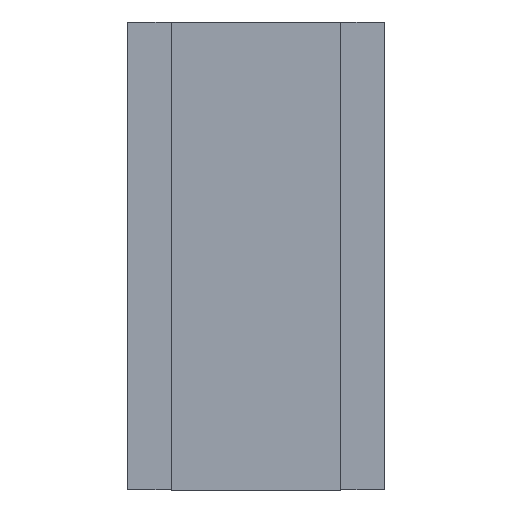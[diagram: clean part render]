
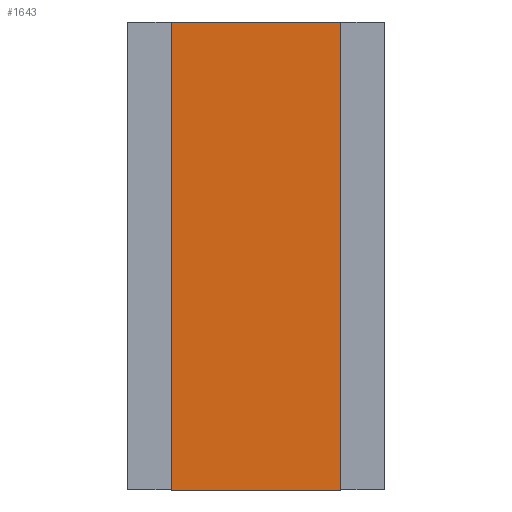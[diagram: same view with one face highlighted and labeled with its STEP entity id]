
A CAD part, front view. The second image highlights one B-rep face of the part: STEP entity #1643.
In plain terms, the highlighted planar face has unit normal (0, -1, 0).
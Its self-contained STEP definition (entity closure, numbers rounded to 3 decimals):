
#1500=CARTESIAN_POINT('',(-0.522,-0.345,-3.201));
#1501=VERTEX_POINT('',#1500);
#1532=CARTESIAN_POINT('',(-0.522,-0.345,-3.202));
#1533=VERTEX_POINT('',#1532);
#1540=CARTESIAN_POINT('',(-0.522,-0.345,-3.201));
#1541=DIRECTION('',(0.0,0.0,-1.0));
#1542=VECTOR('',#1541,0.001);
#1543=LINE('',#1540,#1542);
#1544=EDGE_CURVE('',#1501,#1533,#1543,.T.);
#1549=CARTESIAN_POINT('',(0.64,-0.345,0.0));
#1550=DIRECTION('',(0.0,-1.0,0.0));
#1551=DIRECTION('',(0.0,0.0,-1.0));
#1552=AXIS2_PLACEMENT_3D('',#1549,#1550,#1551);
#1553=PLANE('',#1552);
#1554=CARTESIAN_POINT('',(-0.521,-0.345,0.001));
#1555=VERTEX_POINT('',#1554);
#1556=CARTESIAN_POINT('',(-0.522,-0.345,0.001));
#1557=VERTEX_POINT('',#1556);
#1558=CARTESIAN_POINT('',(-0.521,-0.345,0.001));
#1559=DIRECTION('',(-1.0,0.0,0.0));
#1560=VECTOR('',#1559,0.001);
#1561=LINE('',#1558,#1560);
#1562=EDGE_CURVE('',#1555,#1557,#1561,.T.);
#1563=ORIENTED_EDGE('',*,*,#1562,.F.);
#1564=CARTESIAN_POINT('',(-0.521,-0.345,-3.201));
#1565=VERTEX_POINT('',#1564);
#1566=CARTESIAN_POINT('',(-0.521,-0.345,-3.201));
#1567=DIRECTION('',(0.0,0.0,1.0));
#1568=VECTOR('',#1567,3.202);
#1569=LINE('',#1566,#1568);
#1570=EDGE_CURVE('',#1565,#1555,#1569,.T.);
#1571=ORIENTED_EDGE('',*,*,#1570,.F.);
#1572=CARTESIAN_POINT('',(-0.522,-0.345,-3.201));
#1573=DIRECTION('',(1.0,0.0,0.0));
#1574=VECTOR('',#1573,0.001);
#1575=LINE('',#1572,#1574);
#1576=EDGE_CURVE('',#1501,#1565,#1575,.T.);
#1577=ORIENTED_EDGE('',*,*,#1576,.F.);
#1578=ORIENTED_EDGE('',*,*,#1544,.T.);
#1579=CARTESIAN_POINT('',(0.64,-0.345,-3.202));
#1580=VERTEX_POINT('',#1579);
#1581=CARTESIAN_POINT('',(-0.522,-0.345,-3.202));
#1582=DIRECTION('',(1.0,0.0,0.0));
#1583=VECTOR('',#1582,1.162);
#1584=LINE('',#1581,#1583);
#1585=EDGE_CURVE('',#1533,#1580,#1584,.T.);
#1586=ORIENTED_EDGE('',*,*,#1585,.T.);
#1587=CARTESIAN_POINT('',(0.64,-0.345,-3.201));
#1588=VERTEX_POINT('',#1587);
#1589=CARTESIAN_POINT('',(0.64,-0.345,-3.202));
#1590=DIRECTION('',(0.0,0.0,1.0));
#1591=VECTOR('',#1590,0.001);
#1592=LINE('',#1589,#1591);
#1593=EDGE_CURVE('',#1580,#1588,#1592,.T.);
#1594=ORIENTED_EDGE('',*,*,#1593,.T.);
#1595=CARTESIAN_POINT('',(0.639,-0.345,-3.201));
#1596=VERTEX_POINT('',#1595);
#1597=CARTESIAN_POINT('',(0.639,-0.345,-3.201));
#1598=DIRECTION('',(1.0,0.0,0.0));
#1599=VECTOR('',#1598,0.001);
#1600=LINE('',#1597,#1599);
#1601=EDGE_CURVE('',#1596,#1588,#1600,.T.);
#1602=ORIENTED_EDGE('',*,*,#1601,.F.);
#1603=CARTESIAN_POINT('',(0.639,-0.345,0.001));
#1604=VERTEX_POINT('',#1603);
#1605=CARTESIAN_POINT('',(0.639,-0.345,0.001));
#1606=DIRECTION('',(0.0,0.0,-1.0));
#1607=VECTOR('',#1606,3.202);
#1608=LINE('',#1605,#1607);
#1609=EDGE_CURVE('',#1604,#1596,#1608,.T.);
#1610=ORIENTED_EDGE('',*,*,#1609,.F.);
#1611=CARTESIAN_POINT('',(0.64,-0.345,0.001));
#1612=VERTEX_POINT('',#1611);
#1613=CARTESIAN_POINT('',(0.64,-0.345,0.001));
#1614=DIRECTION('',(-1.0,0.0,0.0));
#1615=VECTOR('',#1614,0.001);
#1616=LINE('',#1613,#1615);
#1617=EDGE_CURVE('',#1612,#1604,#1616,.T.);
#1618=ORIENTED_EDGE('',*,*,#1617,.F.);
#1619=CARTESIAN_POINT('',(0.64,-0.345,0.002));
#1620=VERTEX_POINT('',#1619);
#1621=CARTESIAN_POINT('',(0.64,-0.345,0.001));
#1622=DIRECTION('',(0.0,0.0,1.0));
#1623=VECTOR('',#1622,0.001);
#1624=LINE('',#1621,#1623);
#1625=EDGE_CURVE('',#1612,#1620,#1624,.T.);
#1626=ORIENTED_EDGE('',*,*,#1625,.T.);
#1627=CARTESIAN_POINT('',(-0.522,-0.345,0.002));
#1628=VERTEX_POINT('',#1627);
#1629=CARTESIAN_POINT('',(0.64,-0.345,0.002));
#1630=DIRECTION('',(-1.0,0.0,0.0));
#1631=VECTOR('',#1630,1.162);
#1632=LINE('',#1629,#1631);
#1633=EDGE_CURVE('',#1620,#1628,#1632,.T.);
#1634=ORIENTED_EDGE('',*,*,#1633,.T.);
#1635=CARTESIAN_POINT('',(-0.522,-0.345,0.002));
#1636=DIRECTION('',(0.0,0.0,-1.0));
#1637=VECTOR('',#1636,0.001);
#1638=LINE('',#1635,#1637);
#1639=EDGE_CURVE('',#1628,#1557,#1638,.T.);
#1640=ORIENTED_EDGE('',*,*,#1639,.T.);
#1641=EDGE_LOOP('',(#1563,#1571,#1577,#1578,#1586,#1594,#1602,#1610,#1618,#1626,#1634,#1640));
#1642=FACE_OUTER_BOUND('',#1641,.T.);
#1643=ADVANCED_FACE('',(#1642),#1553,.T.);
